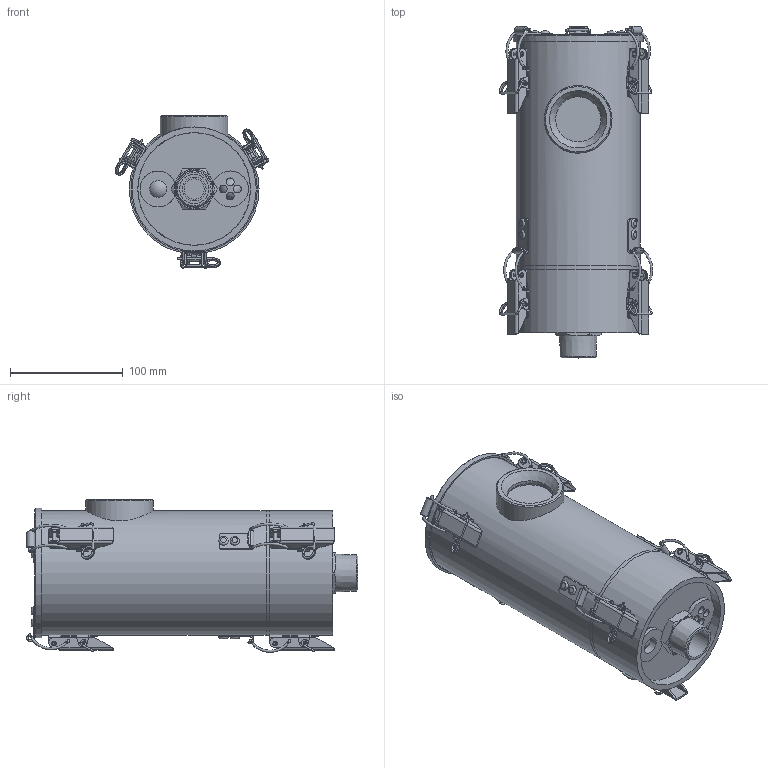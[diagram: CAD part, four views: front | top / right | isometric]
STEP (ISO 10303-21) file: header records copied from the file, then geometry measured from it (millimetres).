
FILE_DESCRIPTION (( 'STEP AP214' ), '1' );
FILE_NAME ('07.0000.10 MA-RV_3M_F_11_P3_XC_N1m.STEP', '2024-09-17T14:49:21', ( '' ), ( '' ), 'SwSTEP 2.0', 'SolidWorks 2020', '' );
FILE_SCHEMA (( 'AUTOMOTIVE_DESIGN' ));
Length unit declared in the file: millimetre
Products named in the file (1): 07.0000.10 MA-RV_3M_F_11_P3_XC_N1m
Bounding box: 136.02 x 294.3 x 135.34 mm (x, y, z)
Volume: 559052.4 mm3; surface area: 374693.6 mm2
Topology: 83 solids, 85 shells, 1447 faces, 3164 edges, 1905 vertices
Faces by surface type: plane 614, cylinder 537, torus 128, bspline 114, cone 44, sphere 10
Full cylindrical faces by diameter (mm): 1.4 x24, 2 x42, 2.4 x12, 2.5 x2, 3.1 x18, 3.2 x12, 3.3 x12, 4 x24, 4.1 x36, 4.2 x12, 7 x8, 15 x2, 16 x6, 18 x1, 21 x1, 22 x2, 24.12 x2, 26 x1, 26.4 x1, 27 x2, 27.8 x4, 28 x2, 30 x2, 31.6 x2, 31.8 x2, 31.9 x2, 32 x4, 34 x1, 36 x1, 40 x3
Entity records: 59186 total; most frequent: CARTESIAN_POINT 13217, DIRECTION 5808, ORIENTED_EDGE 5270, EDGE_CURVE 2635, AXIS2_PLACEMENT_3D 2369, EDGE_LOOP 2222, FACE_OUTER_BOUND 1842, VERTEX_POINT 1825
